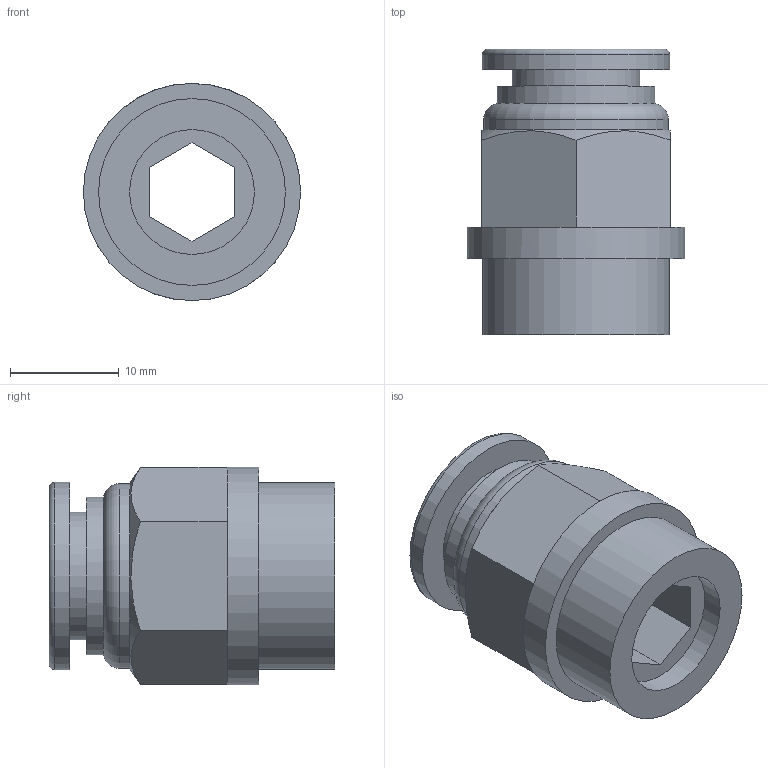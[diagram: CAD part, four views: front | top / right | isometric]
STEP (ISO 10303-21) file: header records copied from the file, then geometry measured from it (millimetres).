
FILE_DESCRIPTION(/* description */ ('Unknown'),/* implementation_level */ '2;1');
FILE_NAME(/* name */ 'P1G.3;8.3;8',/* time_stamp */ '2020-11-16T11:37:59-05:00',/* author */ ('Unknown'),/* organization */ ('Unknown'),/* preprocessor_version */ 'ST-DEVELOPER v16.7',/* originating_system */ 'Solid Edge',/* authorisation */ 'Unknown');
FILE_SCHEMA (('AUTOMOTIVE_DESIGN {1 0 10303 214 3 1 1}'));
Length unit declared in the file: millimetre
Products named in the file (1): P1G.3;8.3;8
Bounding box: 20 x 26.3 x 20.05 mm (x, y, z)
Volume: 4342 mm3; surface area: 2969.1 mm2
Topology: 1 solids, 1 shells, 42 faces, 92 edges, 57 vertices
Faces by surface type: plane 31, cylinder 8, torus 2, cone 1
Full cylindrical faces by diameter (mm): 9.8 x1, 11.5 x1, 11.77 x1, 14.5 x1, 17 x1, 17.2 x1, 17.25 x1, 20 x1
Entity records: 1380 total; most frequent: CARTESIAN_POINT 201, DIRECTION 184, ORIENTED_EDGE 152, EDGE_CURVE 76, AXIS2_PLACEMENT_3D 71, EDGE_LOOP 60, FACE_BOUND 60, VERTEX_POINT 52
